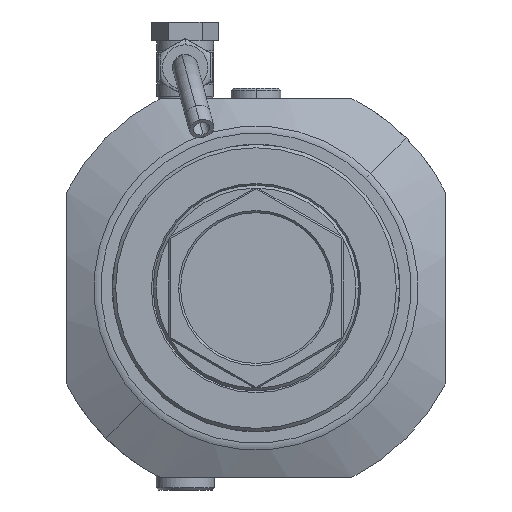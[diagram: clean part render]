
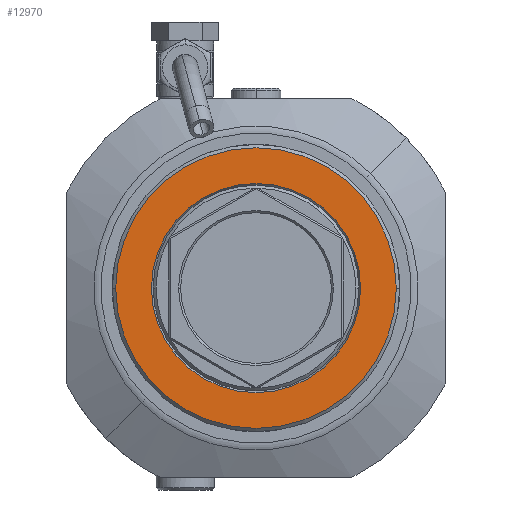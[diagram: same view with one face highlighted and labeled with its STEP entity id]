
A CAD part, left-side view. The second image highlights one B-rep face of the part: STEP entity #12970.
In plain terms, the highlighted planar face has unit normal (-1, 0, 0).
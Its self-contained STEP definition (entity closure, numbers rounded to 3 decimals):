
#3874=CARTESIAN_POINT('',(-26.5,0.,0.));
#3875=DIRECTION('',(-1.,0.,0.));
#3876=DIRECTION('',(0.,1.,0.));
#3877=AXIS2_PLACEMENT_3D('',#3874,#3875,#3876);
#3879=CARTESIAN_POINT('',(-26.5,0.,0.));
#3880=DIRECTION('',(-1.,0.,0.));
#3881=DIRECTION('',(0.,-1.,0.));
#3882=AXIS2_PLACEMENT_3D('',#3879,#3880,#3881);
#3884=CARTESIAN_POINT('',(-26.5,0.,0.));
#3885=DIRECTION('',(1.,0.,0.));
#3886=DIRECTION('',(0.,1.,0.));
#3887=AXIS2_PLACEMENT_3D('',#3884,#3885,#3886);
#3889=CARTESIAN_POINT('',(-26.5,0.,0.));
#3890=DIRECTION('',(1.,0.,0.));
#3891=DIRECTION('',(0.,-1.,0.));
#3892=AXIS2_PLACEMENT_3D('',#3889,#3890,#3891);
#8765=CARTESIAN_POINT('',(-26.5,25.116,0.));
#8766=CARTESIAN_POINT('',(-26.5,-25.116,0.));
#8767=VERTEX_POINT('',#8765);
#8768=VERTEX_POINT('',#8766);
#8769=CARTESIAN_POINT('',(-26.5,33.7,0.));
#8770=CARTESIAN_POINT('',(-26.5,-33.7,0.));
#8771=VERTEX_POINT('',#8769);
#8772=VERTEX_POINT('',#8770);
#12954=CARTESIAN_POINT('',(-26.5,0.,0.));
#12955=DIRECTION('',(-1.,0.,0.));
#12956=DIRECTION('',(0.,1.,0.));
#12957=AXIS2_PLACEMENT_3D('',#12954,#12955,#12956);
#12958=PLANE('',#12957);
#12959=ORIENTED_EDGE('',*,*,#12944,.F.);
#12961=ORIENTED_EDGE('',*,*,#12960,.F.);
#12962=EDGE_LOOP('',(#12959,#12961));
#12963=FACE_OUTER_BOUND('',#12962,.F.);
#12965=ORIENTED_EDGE('',*,*,#12964,.F.);
#12967=ORIENTED_EDGE('',*,*,#12966,.F.);
#12968=EDGE_LOOP('',(#12965,#12967));
#12969=FACE_BOUND('',#12968,.F.);
#3878=CIRCLE('',#3877,33.7);
#3883=CIRCLE('',#3882,33.7);
#3888=CIRCLE('',#3887,25.116);
#3893=CIRCLE('',#3892,25.116);
#12944=EDGE_CURVE('',#8771,#8772,#3878,.T.);
#12960=EDGE_CURVE('',#8772,#8771,#3883,.T.);
#12964=EDGE_CURVE('',#8767,#8768,#3888,.T.);
#12966=EDGE_CURVE('',#8768,#8767,#3893,.T.);
#12970=ADVANCED_FACE('',(#12963,#12969),#12958,.T.);
